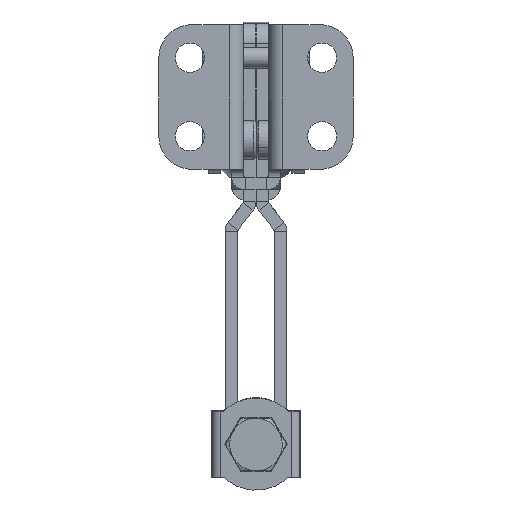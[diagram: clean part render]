
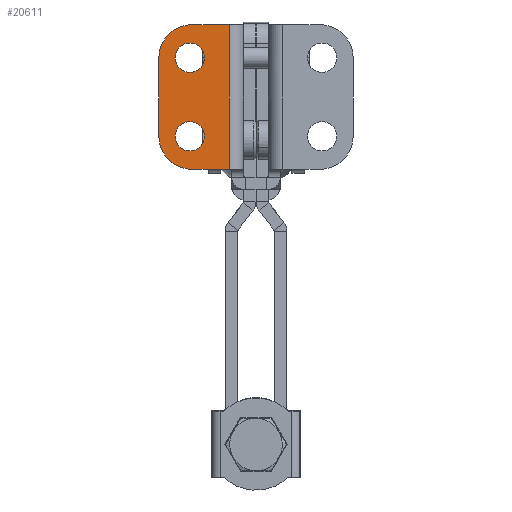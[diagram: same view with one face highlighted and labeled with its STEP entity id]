
A CAD part, front view. The second image highlights one B-rep face of the part: STEP entity #20611.
In plain terms, the highlighted planar face has unit normal (0, -1, 0).
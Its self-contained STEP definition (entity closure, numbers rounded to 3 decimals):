
#1720 = AXIS2_PLACEMENT_3D ( 'NONE', #10481, #10482, #10483 ) ;
#1722 = AXIS2_PLACEMENT_3D ( 'NONE', #10490, #10491, #10492 ) ;
#1786 = AXIS2_PLACEMENT_3D ( 'NONE', #10894, #10895, #10896 ) ;
#1787 = AXIS2_PLACEMENT_3D ( 'NONE', #10898, #10899, #10900 ) ;
#1788 = AXIS2_PLACEMENT_3D ( 'NONE', #10904, #10905, #10906 ) ;
#1789 = AXIS2_PLACEMENT_3D ( 'NONE', #10907, #10908, #10909 ) ;
#3792 = ORIENTED_EDGE ( 'NONE', *, *, #23711, .T. ) ;
#3814 = ORIENTED_EDGE ( 'NONE', *, *, #23708, .T. ) ;
#3853 = ORIENTED_EDGE ( 'NONE', *, *, #23705, .F. ) ;
#3860 = ORIENTED_EDGE ( 'NONE', *, *, #23710, .T. ) ;
#3865 = ORIENTED_EDGE ( 'NONE', *, *, #23707, .T. ) ;
#3882 = ORIENTED_EDGE ( 'NONE', *, *, #23703, .F. ) ;
#3950 = ORIENTED_EDGE ( 'NONE', *, *, #23537, .F. ) ;
#3996 = ORIENTED_EDGE ( 'NONE', *, *, #23541, .F. ) ;
#4046 = ORIENTED_EDGE ( 'NONE', *, *, #23706, .F. ) ;
#4079 = ORIENTED_EDGE ( 'NONE', *, *, #23709, .T. ) ;
#5221 = EDGE_LOOP ( 'NONE', ( #3996, #4046 ) ) ;
#5223 = EDGE_LOOP ( 'NONE', ( #3950, #3853 ) ) ;
#5224 = EDGE_LOOP ( 'NONE', ( #3882, #3865, #3814, #4079, #3860, #3792 ) ) ;
#5402 = VERTEX_POINT ( 'NONE', #30499 ) ;
#5471 = VERTEX_POINT ( 'NONE', #30446 ) ;
#5475 = VERTEX_POINT ( 'NONE', #30440 ) ;
#5477 = VERTEX_POINT ( 'NONE', #30444 ) ;
#5487 = VERTEX_POINT ( 'NONE', #30433 ) ;
#5491 = VERTEX_POINT ( 'NONE', #30436 ) ;
#5519 = VERTEX_POINT ( 'NONE', #30393 ) ;
#5520 = VERTEX_POINT ( 'NONE', #30391 ) ;
#5538 = VERTEX_POINT ( 'NONE', #30363 ) ;
#5546 = VERTEX_POINT ( 'NONE', #30349 ) ;
#7891 = CIRCLE ( 'NONE', #1720, 3.55 ) ;
#7895 = CIRCLE ( 'NONE', #1722, 3.55 ) ;
#10481 = CARTESIAN_POINT ( 'NONE',  ( -16., -15.53, 29. ) ) ;
#10482 = DIRECTION ( 'NONE',  ( 0., -1., 0. ) ) ;
#10483 = DIRECTION ( 'NONE',  ( 1., 0., 0. ) ) ;
#10490 = CARTESIAN_POINT ( 'NONE',  ( -16., -15.53, 10. ) ) ;
#10491 = DIRECTION ( 'NONE',  ( 0., -1., 0. ) ) ;
#10492 = DIRECTION ( 'NONE',  ( 1., 0., 0. ) ) ;
#10882 = DIRECTION ( 'NONE',  ( 0., 0., -1. ) ) ;
#10886 = CARTESIAN_POINT ( 'NONE',  ( -6.5, -15.53, 10. ) ) ;
#10892 = CARTESIAN_POINT ( 'NONE',  ( -15.5, -15.53, 37. ) ) ;
#10893 = DIRECTION ( 'NONE',  ( -1., 0., 0. ) ) ;
#10894 = CARTESIAN_POINT ( 'NONE',  ( -16., -15.53, 29. ) ) ;
#10895 = DIRECTION ( 'NONE',  ( 0., -1., 0. ) ) ;
#10896 = DIRECTION ( 'NONE',  ( 1., 0., 0. ) ) ;
#10897 = DIRECTION ( 'NONE',  ( 0., 0., -1. ) ) ;
#10898 = CARTESIAN_POINT ( 'NONE',  ( -16., -15.53, 10. ) ) ;
#10899 = DIRECTION ( 'NONE',  ( 0., -1., 0. ) ) ;
#10900 = DIRECTION ( 'NONE',  ( 1., 0., 0. ) ) ;
#10901 = CARTESIAN_POINT ( 'NONE',  ( -23.5, -15.53, 10. ) ) ;
#10902 = CARTESIAN_POINT ( 'NONE',  ( -6., -15.53, 2. ) ) ;
#10903 = DIRECTION ( 'NONE',  ( 1., 0., 0. ) ) ;
#10904 = CARTESIAN_POINT ( 'NONE',  ( -15.5, -15.53, 29. ) ) ;
#10905 = DIRECTION ( 'NONE',  ( 0., -1., 0. ) ) ;
#10906 = DIRECTION ( 'NONE',  ( -1., 0., 0. ) ) ;
#10907 = CARTESIAN_POINT ( 'NONE',  ( -15.5, -15.53, 10. ) ) ;
#10908 = DIRECTION ( 'NONE',  ( 0., -1., 0. ) ) ;
#10909 = DIRECTION ( 'NONE',  ( -1., 0., 0. ) ) ;
#12412 = FACE_BOUND ( 'NONE', #5223, .T. ) ;
#12437 = FACE_OUTER_BOUND ( 'NONE', #5224, .T. ) ;
#20611 = ADVANCED_FACE ( 'NONE', ( #12412, #21011, #12437 ), #26175, .F. ) ;
#21011 = FACE_BOUND ( 'NONE', #5221, .T. ) ;
#23537 = EDGE_CURVE ( 'NONE', #5538, #5520, #7891, .T. ) ;
#23541 = EDGE_CURVE ( 'NONE', #5402, #5546, #7895, .T. ) ;
#23703 = EDGE_CURVE ( 'NONE', #5491, #5519, #27014, .T. ) ;
#23705 = EDGE_CURVE ( 'NONE', #5520, #5538, #27018, .T. ) ;
#23706 = EDGE_CURVE ( 'NONE', #5546, #5402, #27020, .T. ) ;
#23707 = EDGE_CURVE ( 'NONE', #5491, #5487, #27021, .T. ) ;
#23708 = EDGE_CURVE ( 'NONE', #5487, #5471, #27016, .T. ) ;
#23709 = EDGE_CURVE ( 'NONE', #5471, #5475, #27024, .T. ) ;
#23710 = EDGE_CURVE ( 'NONE', #5475, #5477, #27025, .T. ) ;
#23711 = EDGE_CURVE ( 'NONE', #5477, #5519, #27027, .T. ) ;
#25217 = AXIS2_PLACEMENT_3D ( 'NONE', #26171, #26164, #26178 ) ;
#26164 = DIRECTION ( 'NONE',  ( 0., 1., 0. ) ) ;
#26171 = CARTESIAN_POINT ( 'NONE',  ( -15.5, -15.53, 10. ) ) ;
#26175 = PLANE ( 'NONE',  #25217 ) ;
#26178 = DIRECTION ( 'NONE',  ( -1., 0., 0. ) ) ;
#27014 = LINE ( 'NONE', #10886, #27017 ) ;
#27016 = CIRCLE ( 'NONE', #1788, 8. ) ;
#27017 = VECTOR ( 'NONE', #10882, 1000. ) ;
#27018 = CIRCLE ( 'NONE', #1786, 3.55 ) ;
#27020 = CIRCLE ( 'NONE', #1787, 3.55 ) ;
#27021 = LINE ( 'NONE', #10892, #27023 ) ;
#27023 = VECTOR ( 'NONE', #10893, 1000. ) ;
#27024 = LINE ( 'NONE', #10901, #27026 ) ;
#27025 = CIRCLE ( 'NONE', #1789, 8. ) ;
#27026 = VECTOR ( 'NONE', #10897, 1000. ) ;
#27027 = LINE ( 'NONE', #10902, #27029 ) ;
#27029 = VECTOR ( 'NONE', #10903, 1000. ) ;
#30349 = CARTESIAN_POINT ( 'NONE',  ( -12.45, -15.53, 10. ) ) ;
#30363 = CARTESIAN_POINT ( 'NONE',  ( -19.55, -15.53, 29. ) ) ;
#30391 = CARTESIAN_POINT ( 'NONE',  ( -12.45, -15.53, 29. ) ) ;
#30393 = CARTESIAN_POINT ( 'NONE',  ( -6.5, -15.53, 2. ) ) ;
#30433 = CARTESIAN_POINT ( 'NONE',  ( -15.5, -15.53, 37. ) ) ;
#30436 = CARTESIAN_POINT ( 'NONE',  ( -6.5, -15.53, 37. ) ) ;
#30440 = CARTESIAN_POINT ( 'NONE',  ( -23.5, -15.53, 10. ) ) ;
#30444 = CARTESIAN_POINT ( 'NONE',  ( -15.5, -15.53, 2. ) ) ;
#30446 = CARTESIAN_POINT ( 'NONE',  ( -23.5, -15.53, 29. ) ) ;
#30499 = CARTESIAN_POINT ( 'NONE',  ( -19.55, -15.53, 10. ) ) ;
